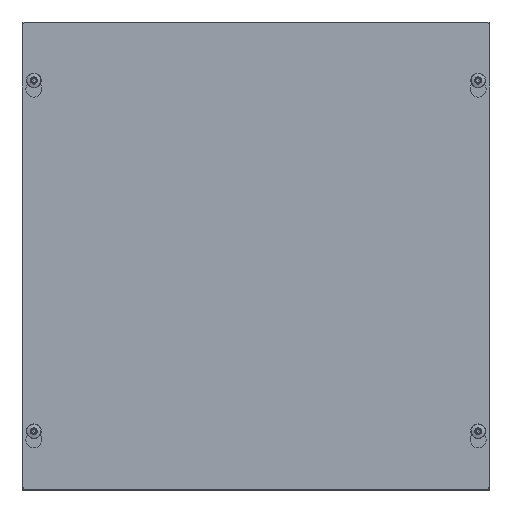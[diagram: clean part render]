
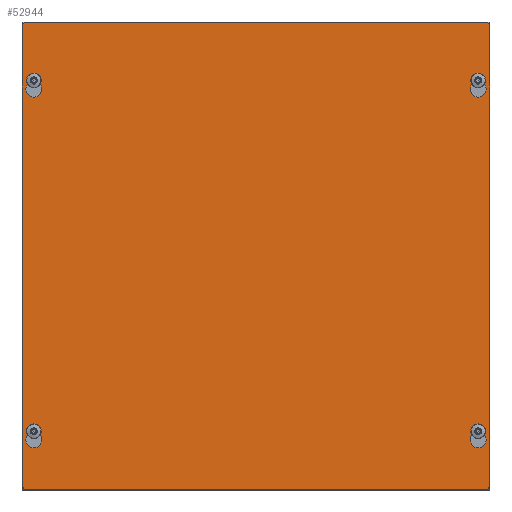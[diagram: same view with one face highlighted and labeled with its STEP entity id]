
A CAD part, top view. The second image highlights one B-rep face of the part: STEP entity #52944.
In plain terms, the highlighted planar face has unit normal (0, 0, 1).
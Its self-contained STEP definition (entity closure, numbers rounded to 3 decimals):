
#4274=FACE_BOUND('',#9924,.T.);
#4275=FACE_BOUND('',#9925,.T.);
#4276=FACE_BOUND('',#9926,.T.);
#4277=FACE_BOUND('',#9927,.T.);
#4844=PLANE('',#56423);
#6901=FACE_OUTER_BOUND('',#9923,.T.);
#9923=EDGE_LOOP('',(#40002,#40003,#40004,#40005,#40006,#40007,#40008,#40009));
#9924=EDGE_LOOP('',(#40010,#40011,#40012,#40013));
#9925=EDGE_LOOP('',(#40014,#40015,#40016,#40017));
#9926=EDGE_LOOP('',(#40018,#40019,#40020,#40021));
#9927=EDGE_LOOP('',(#40022,#40023,#40024,#40025));
#13500=LINE('',#73098,#19069);
#13504=LINE('',#73108,#19073);
#13508=LINE('',#73122,#19077);
#13512=LINE('',#73132,#19081);
#13516=LINE('',#73146,#19085);
#13520=LINE('',#73156,#19089);
#13524=LINE('',#73170,#19093);
#13528=LINE('',#73180,#19097);
#13533=LINE('',#73195,#19102);
#13539=LINE('',#73216,#19108);
#13543=LINE('',#73227,#19112);
#13544=LINE('',#73229,#19113);
#19069=VECTOR('',#61332,0.394);
#19073=VECTOR('',#61344,0.394);
#19077=VECTOR('',#61356,0.394);
#19081=VECTOR('',#61368,0.394);
#19085=VECTOR('',#61380,0.394);
#19089=VECTOR('',#61392,0.394);
#19093=VECTOR('',#61404,0.394);
#19097=VECTOR('',#61416,0.394);
#19102=VECTOR('',#61429,0.394);
#19108=VECTOR('',#61449,0.394);
#19112=VECTOR('',#61463,0.394);
#19113=VECTOR('',#61466,0.394);
#23978=CIRCLE('',#56376,0.203);
#23980=CIRCLE('',#56380,0.117);
#23982=CIRCLE('',#56384,0.203);
#23984=CIRCLE('',#56388,0.117);
#23986=CIRCLE('',#56392,0.203);
#23988=CIRCLE('',#56396,0.117);
#23990=CIRCLE('',#56400,0.203);
#23992=CIRCLE('',#56404,0.117);
#23993=CIRCLE('',#56407,0.125);
#23998=CIRCLE('',#56415,0.125);
#23999=CIRCLE('',#56418,0.125);
#24000=CIRCLE('',#56420,0.125);
#25187=VERTEX_POINT('',#73086);
#25190=VERTEX_POINT('',#73091);
#25192=VERTEX_POINT('',#73097);
#25194=VERTEX_POINT('',#73103);
#25195=VERTEX_POINT('',#73110);
#25198=VERTEX_POINT('',#73115);
#25200=VERTEX_POINT('',#73121);
#25202=VERTEX_POINT('',#73127);
#25203=VERTEX_POINT('',#73134);
#25206=VERTEX_POINT('',#73139);
#25208=VERTEX_POINT('',#73145);
#25210=VERTEX_POINT('',#73151);
#25211=VERTEX_POINT('',#73158);
#25214=VERTEX_POINT('',#73163);
#25216=VERTEX_POINT('',#73169);
#25218=VERTEX_POINT('',#73175);
#25219=VERTEX_POINT('',#73182);
#25220=VERTEX_POINT('',#73183);
#25224=VERTEX_POINT('',#73193);
#25230=VERTEX_POINT('',#73209);
#25231=VERTEX_POINT('',#73210);
#25232=VERTEX_POINT('',#73215);
#25233=VERTEX_POINT('',#73219);
#25234=VERTEX_POINT('',#73223);
#30753=EDGE_CURVE('',#25187,#25190,#23978,.T.);
#30755=EDGE_CURVE('',#25192,#25187,#13500,.T.);
#30758=EDGE_CURVE('',#25194,#25192,#23980,.T.);
#30761=EDGE_CURVE('',#25190,#25194,#13504,.T.);
#30765=EDGE_CURVE('',#25195,#25198,#23982,.T.);
#30767=EDGE_CURVE('',#25200,#25195,#13508,.T.);
#30770=EDGE_CURVE('',#25202,#25200,#23984,.T.);
#30773=EDGE_CURVE('',#25198,#25202,#13512,.T.);
#30777=EDGE_CURVE('',#25203,#25206,#23986,.T.);
#30779=EDGE_CURVE('',#25208,#25203,#13516,.T.);
#30782=EDGE_CURVE('',#25210,#25208,#23988,.T.);
#30785=EDGE_CURVE('',#25206,#25210,#13520,.T.);
#30789=EDGE_CURVE('',#25211,#25214,#23990,.T.);
#30791=EDGE_CURVE('',#25216,#25211,#13524,.T.);
#30794=EDGE_CURVE('',#25218,#25216,#23992,.T.);
#30797=EDGE_CURVE('',#25214,#25218,#13528,.T.);
#30798=EDGE_CURVE('',#25219,#25220,#23993,.T.);
#30804=EDGE_CURVE('',#25224,#25219,#13533,.T.);
#30811=EDGE_CURVE('',#25230,#25231,#23998,.T.);
#30814=EDGE_CURVE('',#25231,#25232,#13539,.T.);
#30816=EDGE_CURVE('',#25232,#25233,#23999,.T.);
#30818=EDGE_CURVE('',#25234,#25224,#24000,.T.);
#30820=EDGE_CURVE('',#25233,#25234,#13543,.T.);
#30821=EDGE_CURVE('',#25220,#25230,#13544,.T.);
#40002=ORIENTED_EDGE('',*,*,#30798,.F.);
#40003=ORIENTED_EDGE('',*,*,#30804,.F.);
#40004=ORIENTED_EDGE('',*,*,#30818,.F.);
#40005=ORIENTED_EDGE('',*,*,#30820,.F.);
#40006=ORIENTED_EDGE('',*,*,#30816,.F.);
#40007=ORIENTED_EDGE('',*,*,#30814,.F.);
#40008=ORIENTED_EDGE('',*,*,#30811,.F.);
#40009=ORIENTED_EDGE('',*,*,#30821,.F.);
#40010=ORIENTED_EDGE('',*,*,#30753,.T.);
#40011=ORIENTED_EDGE('',*,*,#30761,.T.);
#40012=ORIENTED_EDGE('',*,*,#30758,.T.);
#40013=ORIENTED_EDGE('',*,*,#30755,.T.);
#40014=ORIENTED_EDGE('',*,*,#30765,.T.);
#40015=ORIENTED_EDGE('',*,*,#30773,.T.);
#40016=ORIENTED_EDGE('',*,*,#30770,.T.);
#40017=ORIENTED_EDGE('',*,*,#30767,.T.);
#40018=ORIENTED_EDGE('',*,*,#30777,.T.);
#40019=ORIENTED_EDGE('',*,*,#30785,.T.);
#40020=ORIENTED_EDGE('',*,*,#30782,.T.);
#40021=ORIENTED_EDGE('',*,*,#30779,.T.);
#40022=ORIENTED_EDGE('',*,*,#30789,.T.);
#40023=ORIENTED_EDGE('',*,*,#30797,.T.);
#40024=ORIENTED_EDGE('',*,*,#30794,.T.);
#40025=ORIENTED_EDGE('',*,*,#30791,.T.);
#52944=ADVANCED_FACE('',(#6901,#4274,#4275,#4276,#4277),#4844,.T.);
#56376=AXIS2_PLACEMENT_3D('',#73093,#61327,#61328);
#56380=AXIS2_PLACEMENT_3D('',#73104,#61338,#61339);
#56384=AXIS2_PLACEMENT_3D('',#73117,#61351,#61352);
#56388=AXIS2_PLACEMENT_3D('',#73128,#61362,#61363);
#56392=AXIS2_PLACEMENT_3D('',#73141,#61375,#61376);
#56396=AXIS2_PLACEMENT_3D('',#73152,#61386,#61387);
#56400=AXIS2_PLACEMENT_3D('',#73165,#61399,#61400);
#56404=AXIS2_PLACEMENT_3D('',#73176,#61410,#61411);
#56407=AXIS2_PLACEMENT_3D('',#73184,#61419,#61420);
#56415=AXIS2_PLACEMENT_3D('',#73211,#61443,#61444);
#56418=AXIS2_PLACEMENT_3D('',#73220,#61453,#61454);
#56420=AXIS2_PLACEMENT_3D('',#73224,#61458,#61459);
#56423=AXIS2_PLACEMENT_3D('',#73230,#61467,#61468);
#61327=DIRECTION('center_axis',(0.,0.,-1.));
#61328=DIRECTION('ref_axis',(1.,0.,0.));
#61332=DIRECTION('',(0.,-1.,0.));
#61338=DIRECTION('center_axis',(0.,0.,-1.));
#61339=DIRECTION('ref_axis',(1.,0.,0.));
#61344=DIRECTION('',(0.,1.,0.));
#61351=DIRECTION('center_axis',(0.,0.,-1.));
#61352=DIRECTION('ref_axis',(1.,0.,0.));
#61356=DIRECTION('',(0.,-1.,0.));
#61362=DIRECTION('center_axis',(0.,0.,-1.));
#61363=DIRECTION('ref_axis',(1.,0.,0.));
#61368=DIRECTION('',(0.,1.,0.));
#61375=DIRECTION('center_axis',(0.,0.,-1.));
#61376=DIRECTION('ref_axis',(1.,0.,0.));
#61380=DIRECTION('',(0.,-1.,0.));
#61386=DIRECTION('center_axis',(0.,0.,-1.));
#61387=DIRECTION('ref_axis',(1.,0.,0.));
#61392=DIRECTION('',(0.,1.,0.));
#61399=DIRECTION('center_axis',(0.,0.,-1.));
#61400=DIRECTION('ref_axis',(1.,0.,0.));
#61404=DIRECTION('',(0.,-1.,0.));
#61410=DIRECTION('center_axis',(0.,0.,-1.));
#61411=DIRECTION('ref_axis',(1.,0.,0.));
#61416=DIRECTION('',(0.,1.,0.));
#61419=DIRECTION('center_axis',(0.,0.,-1.));
#61420=DIRECTION('ref_axis',(0.707,0.707,0.));
#61429=DIRECTION('',(1.,0.,0.));
#61443=DIRECTION('center_axis',(0.,0.,-1.));
#61444=DIRECTION('ref_axis',(0.707,-0.707,0.));
#61449=DIRECTION('',(-1.,0.,0.));
#61453=DIRECTION('center_axis',(0.,0.,-1.));
#61454=DIRECTION('ref_axis',(-0.707,-0.707,0.));
#61458=DIRECTION('center_axis',(0.,0.,-1.));
#61459=DIRECTION('ref_axis',(-0.707,0.707,0.));
#61463=DIRECTION('',(0.,1.,0.));
#61466=DIRECTION('',(0.,-1.,0.));
#61467=DIRECTION('center_axis',(0.,0.,1.));
#61468=DIRECTION('ref_axis',(1.,0.,0.));
#73086=CARTESIAN_POINT('',(-5.583,4.444,0.053));
#73091=CARTESIAN_POINT('',(-5.817,4.444,0.053));
#73093=CARTESIAN_POINT('Origin',(-5.7,4.278,0.053));
#73097=CARTESIAN_POINT('',(-5.583,4.5,0.053));
#73098=CARTESIAN_POINT('',(-5.583,2.222,0.053));
#73103=CARTESIAN_POINT('',(-5.817,4.5,0.053));
#73104=CARTESIAN_POINT('Origin',(-5.7,4.5,0.053));
#73108=CARTESIAN_POINT('',(-5.817,2.25,0.053));
#73110=CARTESIAN_POINT('',(5.817,4.444,0.053));
#73115=CARTESIAN_POINT('',(5.583,4.444,0.053));
#73117=CARTESIAN_POINT('Origin',(5.7,4.278,0.053));
#73121=CARTESIAN_POINT('',(5.817,4.5,0.053));
#73122=CARTESIAN_POINT('',(5.817,2.222,0.053));
#73127=CARTESIAN_POINT('',(5.583,4.5,0.053));
#73128=CARTESIAN_POINT('Origin',(5.7,4.5,0.053));
#73132=CARTESIAN_POINT('',(5.583,2.25,0.053));
#73134=CARTESIAN_POINT('',(-5.583,-4.556,0.053));
#73139=CARTESIAN_POINT('',(-5.817,-4.556,0.053));
#73141=CARTESIAN_POINT('Origin',(-5.7,-4.722,0.053));
#73145=CARTESIAN_POINT('',(-5.583,-4.5,0.053));
#73146=CARTESIAN_POINT('',(-5.583,-2.278,0.053));
#73151=CARTESIAN_POINT('',(-5.817,-4.5,0.053));
#73152=CARTESIAN_POINT('Origin',(-5.7,-4.5,0.053));
#73156=CARTESIAN_POINT('',(-5.817,-2.25,0.053));
#73158=CARTESIAN_POINT('',(5.817,-4.556,0.053));
#73163=CARTESIAN_POINT('',(5.583,-4.556,0.053));
#73165=CARTESIAN_POINT('Origin',(5.7,-4.722,0.053));
#73169=CARTESIAN_POINT('',(5.817,-4.5,0.053));
#73170=CARTESIAN_POINT('',(5.817,-2.278,0.053));
#73175=CARTESIAN_POINT('',(5.583,-4.5,0.053));
#73176=CARTESIAN_POINT('Origin',(5.7,-4.5,0.053));
#73180=CARTESIAN_POINT('',(5.583,-2.25,0.053));
#73182=CARTESIAN_POINT('',(5.875,6.,0.053));
#73183=CARTESIAN_POINT('',(6.,5.875,0.053));
#73184=CARTESIAN_POINT('Origin',(5.875,5.875,0.053));
#73193=CARTESIAN_POINT('',(-5.875,6.,0.053));
#73195=CARTESIAN_POINT('',(6.,6.,0.053));
#73209=CARTESIAN_POINT('',(6.,-5.875,0.053));
#73210=CARTESIAN_POINT('',(5.875,-6.,0.053));
#73211=CARTESIAN_POINT('Origin',(5.875,-5.875,0.053));
#73215=CARTESIAN_POINT('',(-5.875,-6.,0.053));
#73216=CARTESIAN_POINT('',(-6.,-6.,0.053));
#73219=CARTESIAN_POINT('',(-6.,-5.875,0.053));
#73220=CARTESIAN_POINT('Origin',(-5.875,-5.875,0.053));
#73223=CARTESIAN_POINT('',(-6.,5.875,0.053));
#73224=CARTESIAN_POINT('Origin',(-5.875,5.875,0.053));
#73227=CARTESIAN_POINT('',(-6.,6.,0.053));
#73229=CARTESIAN_POINT('',(6.,-6.,0.053));
#73230=CARTESIAN_POINT('Origin',(0.,0.,0.053));
